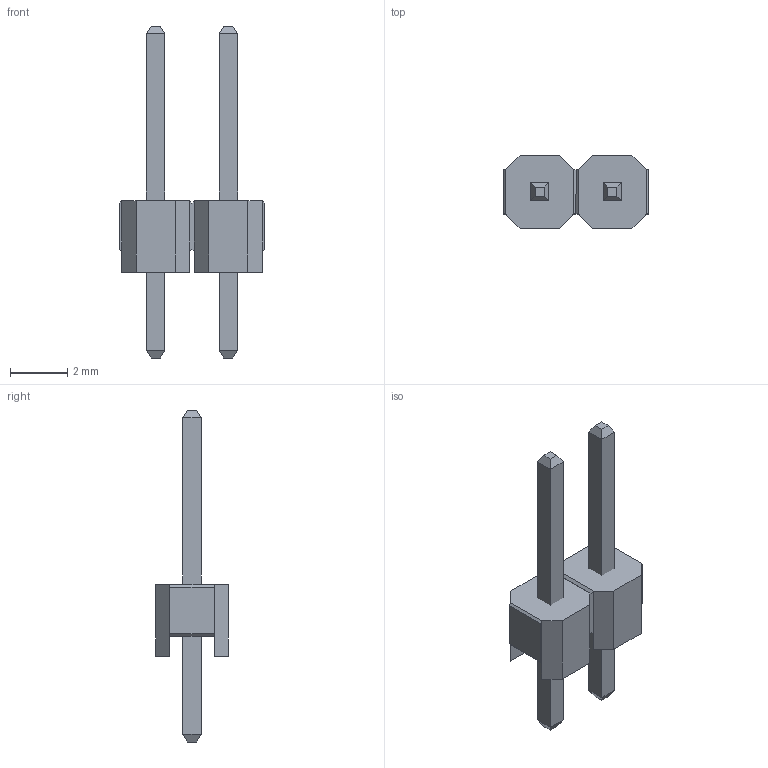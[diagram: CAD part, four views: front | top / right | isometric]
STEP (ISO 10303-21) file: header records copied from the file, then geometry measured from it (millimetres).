
FILE_DESCRIPTION(('STEP AP214'), '1');
FILE_NAME('DS1021-1x5SF11', '2017-07-09T05:27:15', ('Nobody'), (''), 'ASCON STEP Converter 1.3', 'ASCON Math Kernel', '');
FILE_SCHEMA(('AUTOMOTIVE_DESIGN { 1 0 10303 214 3 1 1}'));
Length unit declared in the file: millimetre
Assembly tree (3 placements, depth 2):
  (unnamed)
    (unnamed)
    (unnamed)  x2
Bounding box: 5.08 x 2.54 x 11.6 mm (x, y, z)
Volume: 32.7 mm3; surface area: 123.7 mm2
Topology: 3 solids, 3 shells, 68 faces, 146 edges, 84 vertices
Faces by surface type: plane 68
Entity records: 2015 total; most frequent: CARTESIAN_POINT 244, ORIENTED_EDGE 236, DIRECTION 234, EDGE_CURVE 118, LINE 118, VECTOR 118, VERTEX_POINT 68, AXIS2_PLACEMENT_3D 58
